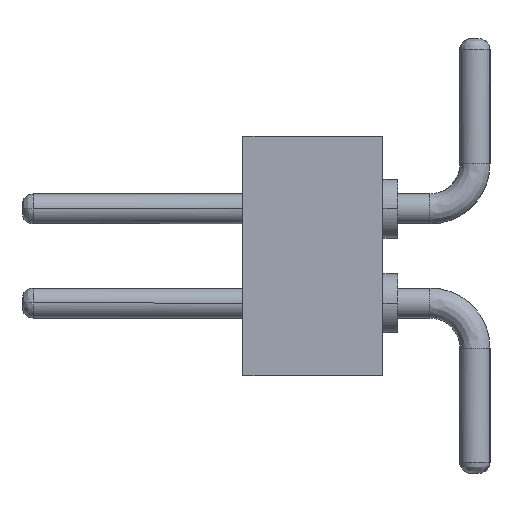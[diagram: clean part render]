
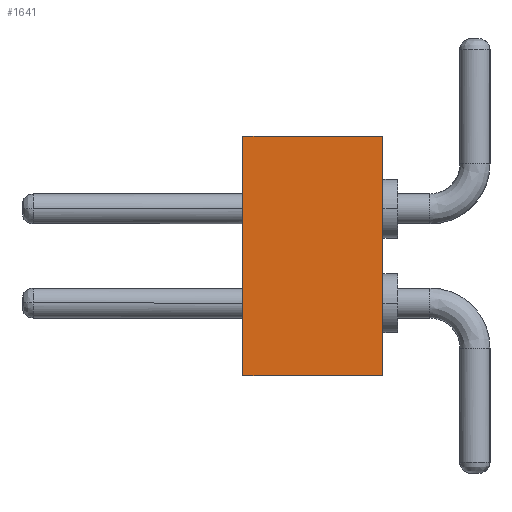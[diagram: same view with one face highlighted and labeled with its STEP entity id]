
A CAD part, left-side view. The second image highlights one B-rep face of the part: STEP entity #1641.
In plain terms, the highlighted planar face has unit normal (-1, 0, 0).
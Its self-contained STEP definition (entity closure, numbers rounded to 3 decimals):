
#88=CARTESIAN_POINT('',(11.635,0.,-3.25));
#89=VERTEX_POINT('',#88);
#99=CARTESIAN_POINT('',(11.635,1.9,-3.25));
#100=VERTEX_POINT('',#99);
#101=CARTESIAN_POINT('',(11.635,1.9,-3.25));
#102=DIRECTION('',(0.,-1.,0.));
#103=VECTOR('',#102,1.9);
#104=LINE('',#101,#103);
#105=EDGE_CURVE('',#100,#89,#104,.T.);
#125=CARTESIAN_POINT('',(11.635,1.9,0.));
#126=VERTEX_POINT('',#125);
#136=CARTESIAN_POINT('',(11.635,0.,0.));
#137=VERTEX_POINT('',#136);
#138=CARTESIAN_POINT('',(11.635,0.,0.));
#139=DIRECTION('',(0.,1.,0.));
#140=VECTOR('',#139,1.9);
#141=LINE('',#138,#140);
#142=EDGE_CURVE('',#137,#126,#141,.T.);
#163=CARTESIAN_POINT('',(11.635,1.9,0.));
#164=DIRECTION('',(0.,0.,-1.));
#165=VECTOR('',#164,3.25);
#166=LINE('',#163,#165);
#167=EDGE_CURVE('',#126,#100,#166,.T.);
#1625=CARTESIAN_POINT('',(11.635,0.95,-1.625));
#1626=DIRECTION('',(0.,0.,-1.));
#1627=DIRECTION('',(1.,-0.,0.));
#1628=AXIS2_PLACEMENT_3D('',#1625,#1627,#1626);
#1629=PLANE('',#1628);
#1630=CARTESIAN_POINT('',(11.635,0.,-3.25));
#1631=DIRECTION('',(0.,0.,1.));
#1632=VECTOR('',#1631,3.25);
#1633=LINE('',#1630,#1632);
#1634=EDGE_CURVE('',#89,#137,#1633,.T.);
#1635=ORIENTED_EDGE('',*,*,#1634,.F.);
#1636=ORIENTED_EDGE('',*,*,#105,.F.);
#1637=ORIENTED_EDGE('',*,*,#167,.F.);
#1638=ORIENTED_EDGE('',*,*,#142,.F.);
#1639=EDGE_LOOP('',(#1635,#1636,#1637,#1638));
#1640=FACE_OUTER_BOUND('',#1639,.F.);
#1641=ADVANCED_FACE('',(#1640),#1629,.F.);
